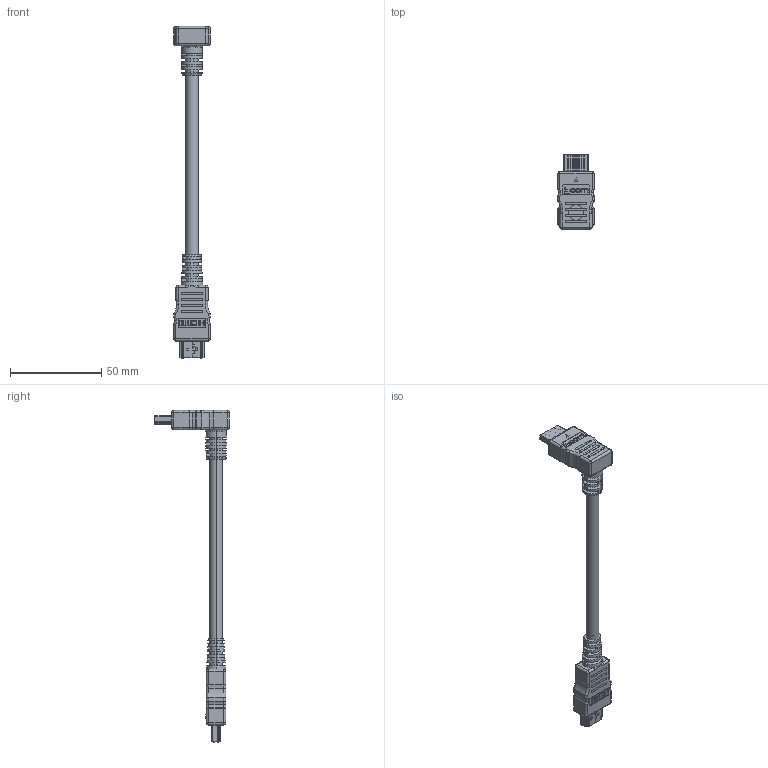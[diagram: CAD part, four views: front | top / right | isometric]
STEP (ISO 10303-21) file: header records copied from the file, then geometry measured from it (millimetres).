
FILE_DESCRIPTION (( 'STEP AP214' ), '1' );
FILE_NAME ('HDRAZ4.STEP', '2013-04-16T15:49:16', ( 'x' ), ( '' ), 'SwSTEP 2.0', 'SolidWorks 2012', '' );
FILE_SCHEMA (( 'AUTOMOTIVE_DESIGN' ));
Length unit declared in the file: inch
Products named in the file (12): MTN-518___; 1AH05-007(HDMI TYPE A MALE)___; HDMI TYPE A MALE  BACK SHELL___; MTN-518_with Global Connectivity logo; MTN-698; 1AH05-013(HDMI TYPE A MALE SHORT PHYSICAL)___; HDMI TYPE A MALE HOUSING___; HDMI TYPE A MALE SHELL___; MTN-699; MTN-698_with Global Connectivity logo; 3AB14-022-MA2; HDRAZ4
Assembly tree (13 placements, depth 4):
  HDRAZ4
    3AB14-022-MA2
    MTN-698
      MTN-698_with Global Connectivity logo
      MTN-699
      1AH05-013(HDMI TYPE A MALE SHORT PHYSICAL)___
        HDMI TYPE A MALE SHELL___
        HDMI TYPE A MALE HOUSING___
    MTN-518___
      MTN-518_with Global Connectivity logo
      1AH05-007(HDMI TYPE A MALE)___
        HDMI TYPE A MALE SHELL___
        HDMI TYPE A MALE HOUSING___
        HDMI TYPE A MALE  BACK SHELL___
Bounding box: 19.9 x 40.74 x 181.52 mm (x, y, z)
Volume: 22392.2 mm3; surface area: 17089.5 mm2
Topology: 47 solids, 47 shells, 4904 faces, 12829 edges, 8402 vertices
Faces by surface type: plane 4023, cylinder 618, bspline 174, torus 57, sphere 28, cone 4
Entity records: 99131 total; most frequent: CARTESIAN_POINT 20765, ORIENTED_EDGE 14966, DIRECTION 13581, EDGE_CURVE 7483, VECTOR 6195, LINE 6195, VERTEX_POINT 4897, AXIS2_PLACEMENT_3D 3693
